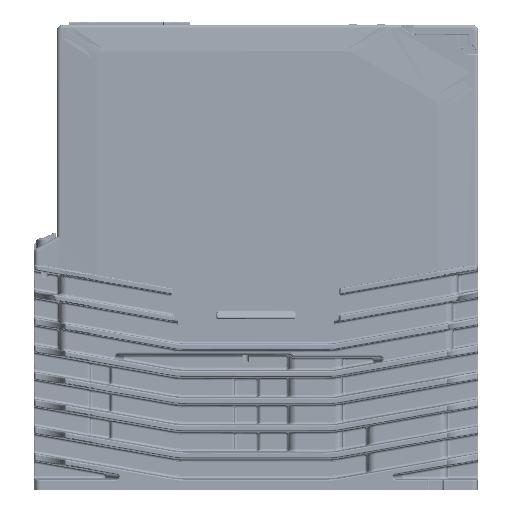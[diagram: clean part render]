
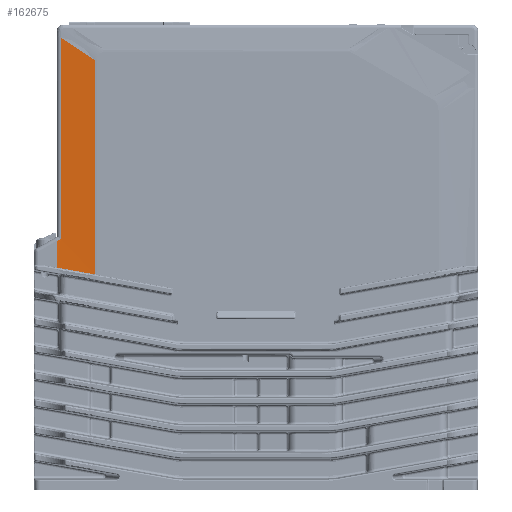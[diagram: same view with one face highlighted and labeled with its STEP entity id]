
A CAD part, left-side view. The second image highlights one B-rep face of the part: STEP entity #162675.
In plain terms, the highlighted cylindrical face has radius 113 mm (diameter 226 mm), a partial arc.
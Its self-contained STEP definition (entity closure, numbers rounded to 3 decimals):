
#4973 = ORIENTED_EDGE ( 'NONE', *, *, #36699, .T. ) ;
#12320 = CARTESIAN_POINT ( 'NONE',  ( -19.95, 62.381, -96.589 ) ) ;
#32314 = LINE ( 'NONE', #190146, #331538 ) ;
#34533 = VERTEX_POINT ( 'NONE', #287498 ) ;
#36499 = ORIENTED_EDGE ( 'NONE', *, *, #93694, .T. ) ;
#36699 = EDGE_CURVE ( 'NONE', #184187, #338092, #199672, .T. ) ;
#38080 = CARTESIAN_POINT ( 'NONE',  ( -19., 77., -83.709 ) ) ;
#50778 = CARTESIAN_POINT ( 'NONE',  ( -19.45, 66.631, -10.924 ) ) ;
#54480 = CARTESIAN_POINT ( 'NONE',  ( -19.25, 69.483, -9.022 ) ) ;
#54605 = AXIS2_PLACEMENT_3D ( 'NONE', #159440, #301333, #335518 ) ;
#57113 = CARTESIAN_POINT ( 'NONE',  ( -19., 72.11, -94.854 ) ) ;
#67726 = LINE ( 'NONE', #288353, #321835 ) ;
#77493 = CARTESIAN_POINT ( 'NONE',  ( -19.95, 62.381, -13.747 ) ) ;
#85735 = DIRECTION ( 'NONE',  ( 0., 0., -1. ) ) ;
#93694 = EDGE_CURVE ( 'NONE', #34533, #156388, #145967, .T. ) ;
#103262 = CARTESIAN_POINT ( 'NONE',  ( -19.01, 75.52, -4.99 ) ) ;
#106531 = ORIENTED_EDGE ( 'NONE', *, *, #268504, .T. ) ;
#120350 = EDGE_CURVE ( 'NONE', #184187, #156388, #32314, .T. ) ;
#121578 = CYLINDRICAL_SURFACE ( 'NONE', #54605, 113. ) ;
#139336 = CARTESIAN_POINT ( 'NONE',  ( -19.25, 69.494, -9.014 ) ) ;
#140588 = CARTESIAN_POINT ( 'NONE',  ( -19.255, 69.415, -9.067 ) ) ;
#144333 = CARTESIAN_POINT ( 'NONE',  ( -19.14, 71.362, -7.768 ) ) ;
#144782 = VERTEX_POINT ( 'NONE', #264157 ) ;
#144794 = EDGE_CURVE ( 'NONE', #169086, #34533, #67726, .T. ) ;
#145967 =( BOUNDED_CURVE ( )  B_SPLINE_CURVE ( 3, ( #293909, #206477, #264721, #323120 ),
 .UNSPECIFIED., .F., .F. ) 
 B_SPLINE_CURVE_WITH_KNOTS ( ( 4, 4 ),
 ( 1.558, 1.571 ),
 .UNSPECIFIED. ) 
 CURVE ( )  GEOMETRIC_REPRESENTATION_ITEM ( )  RATIONAL_B_SPLINE_CURVE ( ( 1., 1., 1., 1. ) ) 
 REPRESENTATION_ITEM ( '' )  );
#156388 = VERTEX_POINT ( 'NONE', #38080 ) ;
#159440 = CARTESIAN_POINT ( 'NONE',  ( -132., 77., -175.9 ) ) ;
#162675 = ADVANCED_FACE ( 'NONE', ( #375357 ), #121578, .F. ) ;
#165571 = CARTESIAN_POINT ( 'NONE',  ( -19., 77., -93.991 ) ) ;
#166029 = CARTESIAN_POINT ( 'NONE',  ( -19.687, 64.393, -12.413 ) ) ;
#169086 = VERTEX_POINT ( 'NONE', #103262 ) ;
#184187 = VERTEX_POINT ( 'NONE', #165571 ) ;
#190146 = CARTESIAN_POINT ( 'NONE',  ( -19., 77., -95.617 ) ) ;
#197689 = CARTESIAN_POINT ( 'NONE',  ( -19.203, 70.228, -8.525 ) ) ;
#199260 = ORIENTED_EDGE ( 'NONE', *, *, #322249, .T. ) ;
#199672 =( BOUNDED_CURVE ( )  B_SPLINE_CURVE ( 3, ( #234376, #57113, #260996, #346071 ),
 .UNSPECIFIED., .F., .F. ) 
 B_SPLINE_CURVE_WITH_KNOTS ( ( 4, 4 ),
 ( 1.451, 1.58 ),
 .UNSPECIFIED. ) 
 CURVE ( )  GEOMETRIC_REPRESENTATION_ITEM ( )  RATIONAL_B_SPLINE_CURVE ( ( 1., 0.999, 0.999, 1. ) ) 
 REPRESENTATION_ITEM ( '' )  );
#202670 = CARTESIAN_POINT ( 'NONE',  ( -19.069, 72.926, -6.723 ) ) ;
#206477 = CARTESIAN_POINT ( 'NONE',  ( -19.003, 76.013, -83.132 ) ) ;
#206660 = B_SPLINE_CURVE_WITH_KNOTS ( 'NONE', 3,
 ( #77493, #166029, #50778, #370011, #372480, #140588, #258378, #54480, #139336, #227982, #344684, #284992, #197689, #259622, #144333, #202670, #343445, #316754 ),
 .UNSPECIFIED., .F., .F.,
 ( 4, 2, 1, 1, 2, 2, 1, 1, 2, 2, 4 ),
 ( 0.028, 0.476, 0.49, 0.497, 0.499, 0.5, 0.504, 0.532, 0.588, 0.7, 0.923 ),
 .UNSPECIFIED. ) ;
#227982 = CARTESIAN_POINT ( 'NONE',  ( -19.248, 69.511, -9.003 ) ) ;
#234376 = CARTESIAN_POINT ( 'NONE',  ( -19., 77., -93.991 ) ) ;
#246438 = VECTOR ( 'NONE', #352752, 1000. ) ;
#258378 = CARTESIAN_POINT ( 'NONE',  ( -19.252, 69.463, -9.035 ) ) ;
#259622 = CARTESIAN_POINT ( 'NONE',  ( -19.165, 70.883, -8.087 ) ) ;
#260996 = CARTESIAN_POINT ( 'NONE',  ( -19.317, 67.23, -95.721 ) ) ;
#264157 = CARTESIAN_POINT ( 'NONE',  ( -19.95, 62.381, -13.747 ) ) ;
#264721 = CARTESIAN_POINT ( 'NONE',  ( -19., 76.507, -83.42 ) ) ;
#267528 = ORIENTED_EDGE ( 'NONE', *, *, #144794, .T. ) ;
#268504 = EDGE_CURVE ( 'NONE', #338092, #144782, #296631, .T. ) ;
#275007 = DIRECTION ( 'NONE',  ( 0., 0., 1. ) ) ;
#284992 = CARTESIAN_POINT ( 'NONE',  ( -19.222, 69.916, -8.733 ) ) ;
#287498 = CARTESIAN_POINT ( 'NONE',  ( -19.01, 75.52, -82.843 ) ) ;
#288353 = CARTESIAN_POINT ( 'NONE',  ( -19.01, 75.52, -175.9 ) ) ;
#293909 = CARTESIAN_POINT ( 'NONE',  ( -19.01, 75.52, -82.843 ) ) ;
#296631 = LINE ( 'NONE', #354008, #246438 ) ;
#301333 = DIRECTION ( 'NONE',  ( 0., 0., 1. ) ) ;
#316754 = CARTESIAN_POINT ( 'NONE',  ( -19.01, 75.52, -4.99 ) ) ;
#321835 = VECTOR ( 'NONE', #85735, 1000. ) ;
#322249 = EDGE_CURVE ( 'NONE', #144782, #169086, #206660, .T. ) ;
#323120 = CARTESIAN_POINT ( 'NONE',  ( -19., 77., -83.709 ) ) ;
#331538 = VECTOR ( 'NONE', #275007, 1000. ) ;
#335460 = EDGE_LOOP ( 'NONE', ( #267528, #36499, #355629, #4973, #106531, #199260 ) ) ;
#335518 = DIRECTION ( 'NONE',  ( -1., 0., 0. ) ) ;
#338092 = VERTEX_POINT ( 'NONE', #12320 ) ;
#343445 = CARTESIAN_POINT ( 'NONE',  ( -19.028, 74.138, -5.913 ) ) ;
#344684 = CARTESIAN_POINT ( 'NONE',  ( -19.241, 69.616, -8.933 ) ) ;
#346071 = CARTESIAN_POINT ( 'NONE',  ( -19.95, 62.381, -96.589 ) ) ;
#352752 = DIRECTION ( 'NONE',  ( 0., 0., 1. ) ) ;
#354008 = CARTESIAN_POINT ( 'NONE',  ( -19.95, 62.381, -175.9 ) ) ;
#355629 = ORIENTED_EDGE ( 'NONE', *, *, #120350, .F. ) ;
#370011 = CARTESIAN_POINT ( 'NONE',  ( -19.271, 69.173, -9.229 ) ) ;
#372480 = CARTESIAN_POINT ( 'NONE',  ( -19.263, 69.289, -9.151 ) ) ;
#375357 = FACE_OUTER_BOUND ( 'NONE', #335460, .T. ) ;
